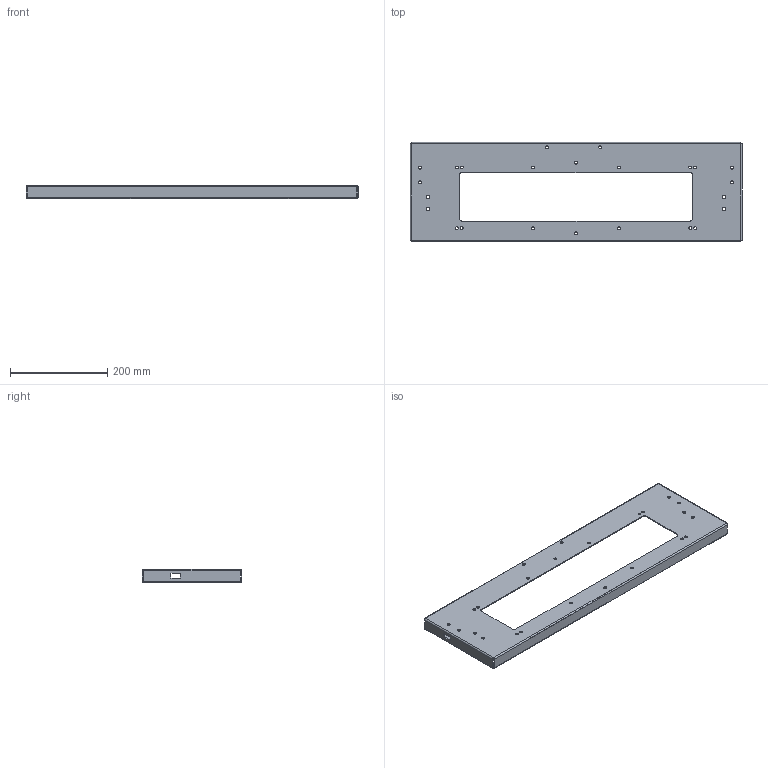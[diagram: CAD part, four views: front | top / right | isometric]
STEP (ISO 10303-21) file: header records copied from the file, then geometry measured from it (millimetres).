
FILE_DESCRIPTION (( 'STEP AP214' ), '1' );
FILE_NAME ('鍼踢翋极.STEP', '2022-01-12T09:01:49', ( '' ), ( '' ), 'SwSTEP 2.0', 'SolidWorks 2021', '' );
FILE_SCHEMA (( 'AUTOMOTIVE_DESIGN' ));
Length unit declared in the file: millimetre
Products named in the file (1): 鍼踢翋极
Bounding box: 684 x 204 x 27 mm (x, y, z)
Volume: 301992.3 mm3; surface area: 310109 mm2
Topology: 1 solids, 1 shells, 178 faces, 456 edges, 280 vertices
Faces by surface type: cylinder 92, plane 70, bspline 16
Entity records: 6334 total; most frequent: CARTESIAN_POINT 1827, ORIENTED_EDGE 912, DIRECTION 902, EDGE_CURVE 456, AXIS2_PLACEMENT_3D 315, VERTEX_POINT 280, LINE 272, VECTOR 272
